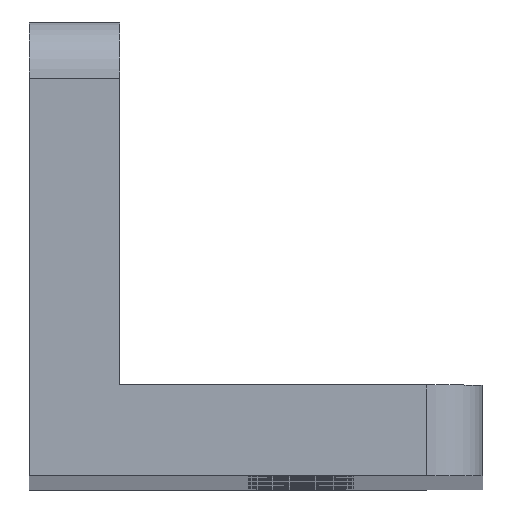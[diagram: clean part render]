
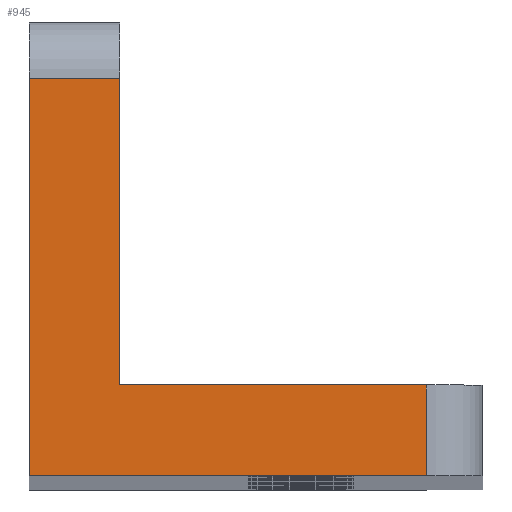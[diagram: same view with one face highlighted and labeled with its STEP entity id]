
A CAD part, top view. The second image highlights one B-rep face of the part: STEP entity #945.
In plain terms, the highlighted planar face has unit normal (0, 0, 1).
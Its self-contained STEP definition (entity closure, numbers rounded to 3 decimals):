
#242=FACE_OUTER_BOUND('',#290,.T.);
#290=EDGE_LOOP('',(#684,#685,#686,#687,#688,#689));
#446=LINE('',#1407,#468);
#447=LINE('',#1409,#469);
#448=LINE('',#1411,#470);
#449=LINE('',#1413,#471);
#450=LINE('',#1415,#472);
#451=LINE('',#1416,#473);
#468=VECTOR('',#1127,3.2);
#469=VECTOR('',#1128,14.);
#470=VECTOR('',#1129,14.);
#471=VECTOR('',#1130,3.2);
#472=VECTOR('',#1131,10.8);
#473=VECTOR('',#1132,10.8);
#490=VERTEX_POINT('',#1405);
#491=VERTEX_POINT('',#1406);
#492=VERTEX_POINT('',#1408);
#493=VERTEX_POINT('',#1410);
#494=VERTEX_POINT('',#1412);
#495=VERTEX_POINT('',#1414);
#582=EDGE_CURVE('',#490,#491,#446,.T.);
#583=EDGE_CURVE('',#491,#492,#447,.T.);
#584=EDGE_CURVE('',#492,#493,#448,.T.);
#585=EDGE_CURVE('',#493,#494,#449,.T.);
#586=EDGE_CURVE('',#494,#495,#450,.T.);
#587=EDGE_CURVE('',#495,#490,#451,.T.);
#684=ORIENTED_EDGE('',*,*,#582,.T.);
#685=ORIENTED_EDGE('',*,*,#583,.T.);
#686=ORIENTED_EDGE('',*,*,#584,.T.);
#687=ORIENTED_EDGE('',*,*,#585,.T.);
#688=ORIENTED_EDGE('',*,*,#586,.T.);
#689=ORIENTED_EDGE('',*,*,#587,.T.);
#888=PLANE('',#995);
#945=ADVANCED_FACE('',(#242),#888,.T.);
#995=AXIS2_PLACEMENT_3D('',#1404,#1125,#1126);
#1125=DIRECTION('center_axis',(0.,0.,1.));
#1126=DIRECTION('ref_axis',(1.,0.,0.));
#1127=DIRECTION('',(-1.,0.,0.));
#1128=DIRECTION('',(0.,-1.,0.));
#1129=DIRECTION('',(1.,0.,0.));
#1130=DIRECTION('',(0.,1.,0.));
#1131=DIRECTION('',(-1.,0.,0.));
#1132=DIRECTION('',(0.,1.,0.));
#1404=CARTESIAN_POINT('Origin',(0.,0.,0.));
#1405=CARTESIAN_POINT('',(3.2,14.,0.));
#1406=CARTESIAN_POINT('',(0.,14.,0.));
#1407=CARTESIAN_POINT('',(3.2,14.,0.));
#1408=CARTESIAN_POINT('',(0.,0.,0.));
#1409=CARTESIAN_POINT('',(0.,14.,0.));
#1410=CARTESIAN_POINT('',(14.,0.,0.));
#1411=CARTESIAN_POINT('',(0.,0.,0.));
#1412=CARTESIAN_POINT('',(14.,3.2,0.));
#1413=CARTESIAN_POINT('',(14.,0.,0.));
#1414=CARTESIAN_POINT('',(3.2,3.2,0.));
#1415=CARTESIAN_POINT('',(14.,3.2,0.));
#1416=CARTESIAN_POINT('',(3.2,3.2,0.));
